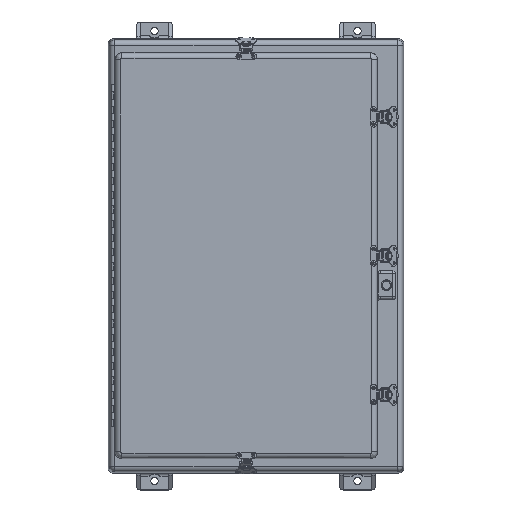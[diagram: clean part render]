
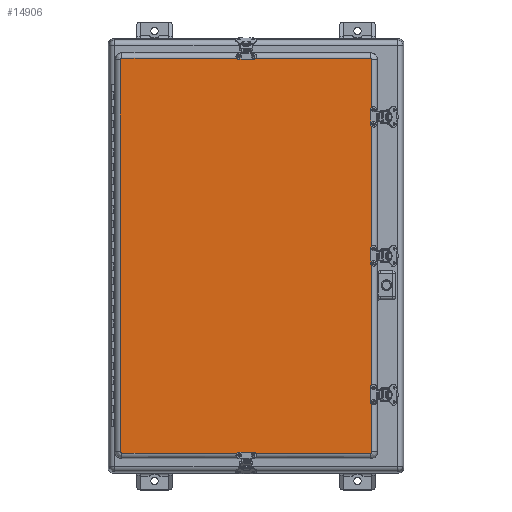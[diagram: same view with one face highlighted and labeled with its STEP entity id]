
A CAD part, top view. The second image highlights one B-rep face of the part: STEP entity #14906.
In plain terms, the highlighted planar face has unit normal (0, 0, 1).
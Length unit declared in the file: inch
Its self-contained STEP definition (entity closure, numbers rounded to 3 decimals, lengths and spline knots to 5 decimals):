
#701=CIRCLE($,#16138,0.10404);
#707=CIRCLE($,#16146,0.10404);
#711=CIRCLE($,#16150,0.10404);
#715=CIRCLE($,#16156,0.10404);
#2105=PLANE($,#16161);
#2704=FACE_OUTER_BOUND($,#3700,.T.);
#3700=EDGE_LOOP($,(#11970,#11971,#11972,#11973,#11974,#11975,#11976,#11977));
#4918=LINE($,#26048,#6074);
#4920=LINE($,#26053,#6076);
#4921=LINE($,#26086,#6077);
#4924=LINE($,#26093,#6080);
#6074=VECTOR($,#18987,17.4375);
#6076=VECTOR($,#18993,27.5);
#6077=VECTOR($,#19010,27.5);
#6080=VECTOR($,#19017,17.4375);
#7360=VERTEX_POINT($,#26038);
#7361=VERTEX_POINT($,#26040);
#7363=VERTEX_POINT($,#26046);
#7364=VERTEX_POINT($,#26051);
#7366=VERTEX_POINT($,#26064);
#7367=VERTEX_POINT($,#26077);
#7370=VERTEX_POINT($,#26084);
#7371=VERTEX_POINT($,#26089);
#9045=EDGE_CURVE($,#7360,#7361,#701,.T.);
#9049=EDGE_CURVE($,#7363,#7360,#4918,.T.);
#9052=EDGE_CURVE($,#7361,#7364,#4920,.T.);
#9054=EDGE_CURVE($,#7366,#7363,#707,.T.);
#9058=EDGE_CURVE($,#7364,#7367,#711,.T.);
#9060=EDGE_CURVE($,#7370,#7366,#4921,.T.);
#9064=EDGE_CURVE($,#7367,#7371,#4924,.T.);
#9066=EDGE_CURVE($,#7371,#7370,#715,.T.);
#11970=ORIENTED_EDGE($,*,*,#9045,.F.);
#11971=ORIENTED_EDGE($,*,*,#9049,.F.);
#11972=ORIENTED_EDGE($,*,*,#9054,.F.);
#11973=ORIENTED_EDGE($,*,*,#9060,.F.);
#11974=ORIENTED_EDGE($,*,*,#9066,.F.);
#11975=ORIENTED_EDGE($,*,*,#9064,.F.);
#11976=ORIENTED_EDGE($,*,*,#9058,.F.);
#11977=ORIENTED_EDGE($,*,*,#9052,.F.);
#14906=ADVANCED_FACE($,(#2704),#2105,.T.);
#16138=AXIS2_PLACEMENT_3D($,#26041,#18977,#18978);
#16146=AXIS2_PLACEMENT_3D($,#26066,#18996,#18997);
#16150=AXIS2_PLACEMENT_3D($,#26081,#19004,#19005);
#16156=AXIS2_PLACEMENT_3D($,#26104,#19020,#19021);
#16161=AXIS2_PLACEMENT_3D($,#26113,#19034,#19035);
#18977=DIRECTION('center_axis',(0.,0.,-1.));
#18978=DIRECTION('ref_axis',(0.707,0.707,0.));
#18987=DIRECTION($,(1.,0.,0.));
#18993=DIRECTION($,(0.,-1.,0.));
#18996=DIRECTION('center_axis',(0.,0.,-1.));
#18997=DIRECTION('ref_axis',(-0.707,0.707,0.));
#19004=DIRECTION('center_axis',(0.,0.,-1.));
#19005=DIRECTION('ref_axis',(0.707,-0.707,0.));
#19010=DIRECTION($,(0.,1.,0.));
#19017=DIRECTION($,(-1.,0.,0.));
#19020=DIRECTION('center_axis',(0.,0.,-1.));
#19021=DIRECTION('ref_axis',(-0.707,-0.707,0.));
#19034=DIRECTION('center_axis',(0.,0.,1.));
#19035=DIRECTION('ref_axis',(1.,0.,0.));
#26038=CARTESIAN_POINT('',(8.71875,13.85404,0.96875));
#26040=CARTESIAN_POINT('',(8.82279,13.75,0.96875));
#26041=CARTESIAN_POINT('Origin',(8.71875,13.75,0.96875));
#26046=CARTESIAN_POINT('',(-8.71875,13.85404,0.96875));
#26048=CARTESIAN_POINT($,(-8.71875,13.85404,0.96875));
#26051=CARTESIAN_POINT('',(8.82279,-13.75,0.96875));
#26053=CARTESIAN_POINT($,(8.82279,13.75,0.96875));
#26064=CARTESIAN_POINT('',(-8.82279,13.75,0.96875));
#26066=CARTESIAN_POINT('Origin',(-8.71875,13.75,0.96875));
#26077=CARTESIAN_POINT('',(8.71875,-13.85404,0.96875));
#26081=CARTESIAN_POINT('Origin',(8.71875,-13.75,0.96875));
#26084=CARTESIAN_POINT('',(-8.82279,-13.75,0.96875));
#26086=CARTESIAN_POINT($,(-8.82279,-13.75,0.96875));
#26089=CARTESIAN_POINT('',(-8.71875,-13.85404,0.96875));
#26093=CARTESIAN_POINT($,(8.71875,-13.85404,0.96875));
#26104=CARTESIAN_POINT('Origin',(-8.71875,-13.75,0.96875));
#26113=CARTESIAN_POINT('Origin',(0.,0.,0.96875));
